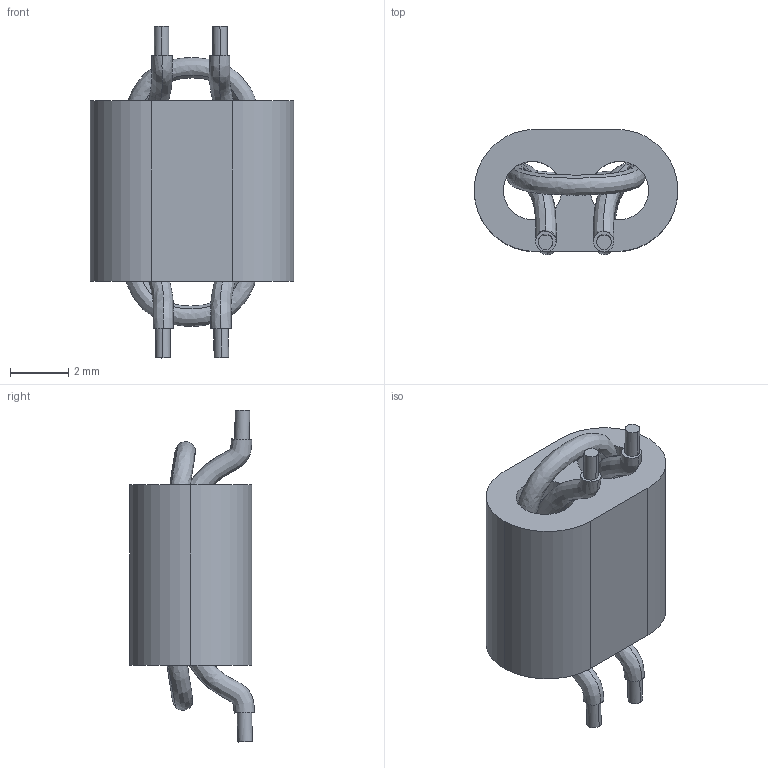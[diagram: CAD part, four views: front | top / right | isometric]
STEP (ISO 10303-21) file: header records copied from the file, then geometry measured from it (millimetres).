
FILE_DESCRIPTION (( 'STEP AP214' ), '1' );
FILE_NAME ('User Library-BN43-2402.STEP', '2023-04-21T09:30:49', ( '' ), ( '' ), 'SwSTEP 2.0', 'SolidWorks 2022', '' );
FILE_SCHEMA (( 'AUTOMOTIVE_DESIGN' ));
Length unit declared in the file: millimetre
Products named in the file (3): wire; User Library-BN43-2402; meg
Assembly tree (3 placements, depth 2):
  User Library-BN43-2402
    meg
    wire  x2
Bounding box: 7 x 4.3 x 11.41 mm (x, y, z)
Volume: 137.8 mm3; surface area: 339 mm2
Topology: 3 solids, 3 shells, 31 faces, 63 edges, 42 vertices
Faces by surface type: cylinder 15, plane 12, bspline 4
Entity records: 1624 total; most frequent: CARTESIAN_POINT 820, DIRECTION 107, ORIENTED_EDGE 90, AXIS2_PLACEMENT_3D 45, EDGE_CURVE 45, VERTEX_POINT 30, UNCERTAINTY_MEASURE_WITH_UNIT 28, EDGE_LOOP 27
